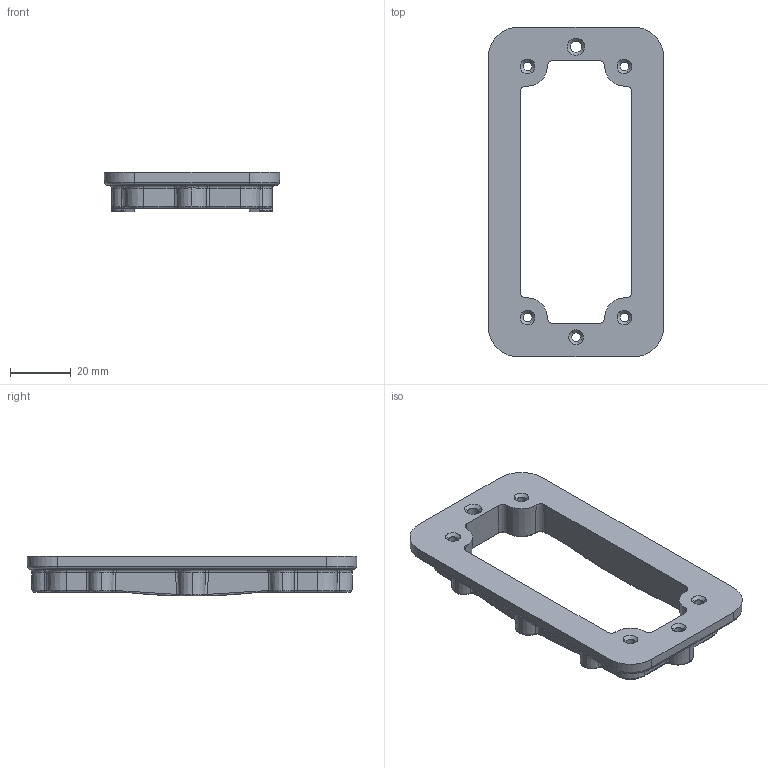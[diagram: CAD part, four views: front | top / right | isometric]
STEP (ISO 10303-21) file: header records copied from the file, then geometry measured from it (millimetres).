
FILE_DESCRIPTION(('CATIA V5 STEP Exchange','CAx-IF Rec.Pracs.--- Model Styling and Organization---1.5--- 2016-08-15','CAx-IF Rec.Pracs.---Supplemental Geometry---1.0---2011-11-01','CAx-IF Rec.Pracs.--- Composite Materials ---1.1---2010-07-15'),'2;1');
FILE_NAME ('12988259_2', '2025-09-09T06:20:08+00:00', ('none'), ('Weidmueller'), 'CATIA Version 5-6 Release 2024 SP4', 'CATIA V5 STEP AP214 v3', 'none');
FILE_SCHEMA(('AUTOMOTIVE_DESIGN { 1 0 10303 214 1 1 1 1 }'));
Length unit declared in the file: millimetre
Products named in the file (1): 11109000000
Bounding box: 58 x 109 x 13.14 mm (x, y, z)
Volume: 25042.9 mm3; surface area: 13226.6 mm2
Topology: 1 solids, 1 shells, 286 faces, 699 edges, 382 vertices
Faces by surface type: cone 82, bspline 54, torus 47, cylinder 44, sphere 32, plane 27
Entity records: 9681 total; most frequent: CARTESIAN_POINT 4107, ORIENTED_EDGE 1334, DIRECTION 779, EDGE_CURVE 667, AXIS2_PLACEMENT_3D 454, VERTEX_POINT 382, CIRCLE 307, EDGE_LOOP 299
